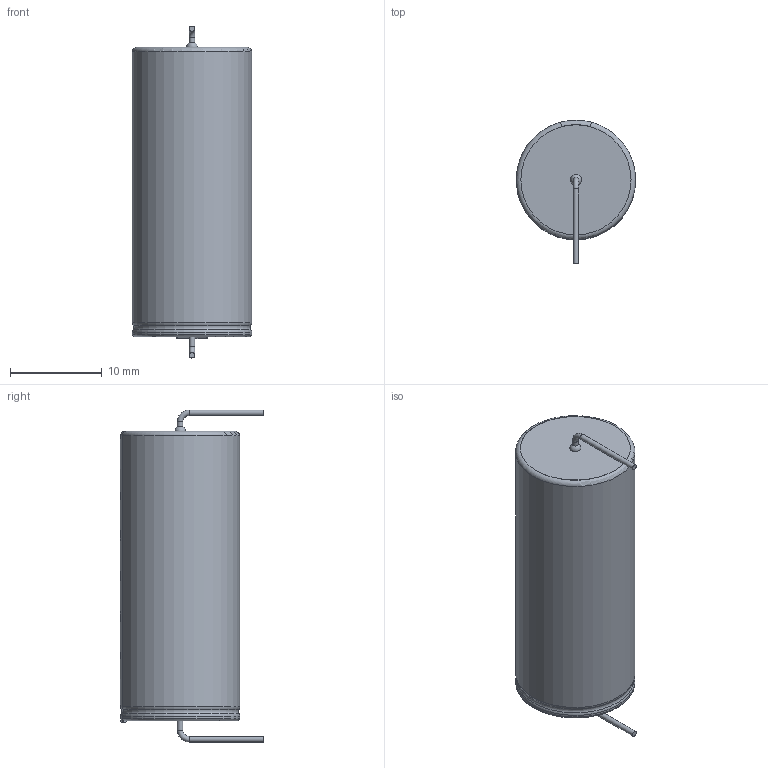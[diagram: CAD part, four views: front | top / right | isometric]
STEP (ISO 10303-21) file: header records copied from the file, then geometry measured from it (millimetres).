
FILE_DESCRIPTION(('FreeCAD Model'),'2;1');
FILE_NAME('Vishay_516D_D13_L31.5_P35.56_d0.6_LL2.6.step', '2019-07-10T16:00:33',('Author'),(''), 'Open CASCADE STEP processor 7.3','FreeCAD','Unknown');
FILE_SCHEMA(('AUTOMOTIVE_DESIGN { 1 0 10303 214 1 1 1 1 }'));
Length unit declared in the file: millimetre
Products named in the file (1): Vishay_516D_D13_L31.5_P35.56_d0.6_LL2.6
Bounding box: 12.99 x 15.61 x 36.16 mm (x, y, z)
Volume: 4183.9 mm3; surface area: 1583.9 mm2
Topology: 1 solids, 1 shells, 77 faces, 188 edges, 122 vertices
Faces by surface type: plane 41, cylinder 19, torus 16, sphere 1
Full cylindrical faces by diameter (mm): 0.6 x4, 12 x1
Entity records: 3085 total; most frequent: CARTESIAN_POINT 642, DIRECTION 430, ORIENTED_EDGE 376, EDGE_CURVE 188, AXIS2_PLACEMENT_3D 174, VERTEX_POINT 122, FACE_BOUND 86, EDGE_LOOP 86
